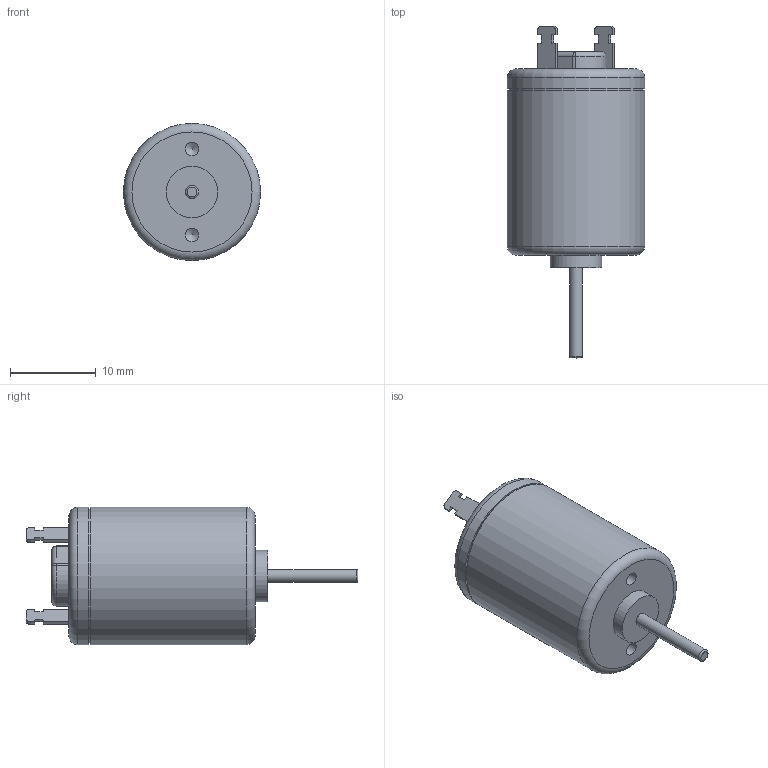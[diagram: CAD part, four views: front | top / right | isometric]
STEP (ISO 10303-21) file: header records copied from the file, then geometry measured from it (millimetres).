
FILE_DESCRIPTION((''),'2;1');
FILE_NAME('TP-1621A12.stp','2013-06-11T15:00:15',('SSEGAWA'),(''),'Autodesk Inventor 2010','Autodesk Inventor 2010','');
FILE_SCHEMA(('CONFIG_CONTROL_DESIGN'));
Length unit declared in the file: millimetre
Products named in the file (1): tp_1621
Bounding box: 16 x 38.7 x 16 mm (x, y, z)
Volume: 4472.8 mm3; surface area: 1659.4 mm2
Topology: 1 solids, 1 shells, 65 faces, 155 edges, 99 vertices
Faces by surface type: plane 35, cylinder 17, torus 5, bspline 4, sphere 4
Full cylindrical faces by diameter (mm): 1.5 x1, 6 x1, 15.6 x1, 16 x2
Entity records: 1836 total; most frequent: CARTESIAN_POINT 364, DIRECTION 308, ORIENTED_EDGE 274, EDGE_CURVE 137, AXIS2_PLACEMENT_3D 109, VERTEX_POINT 93, VECTOR 90, LINE 90
